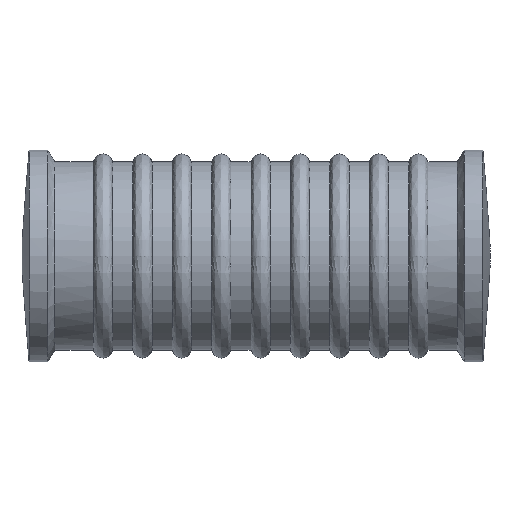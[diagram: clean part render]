
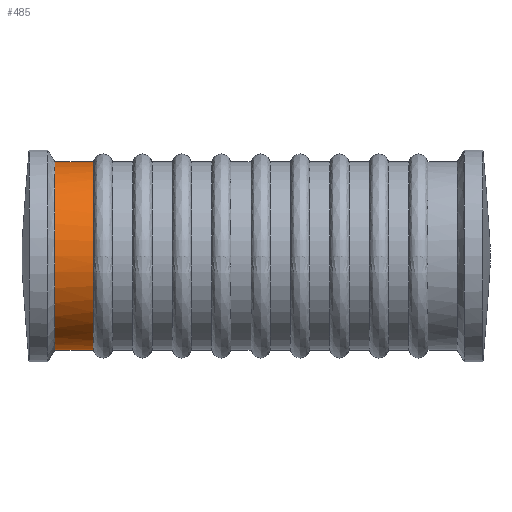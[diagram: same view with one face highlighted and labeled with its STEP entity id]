
A CAD part, top view. The second image highlights one B-rep face of the part: STEP entity #485.
In plain terms, the highlighted cylindrical face has radius 5.368 mm (diameter 10.736 mm), a full revolution.
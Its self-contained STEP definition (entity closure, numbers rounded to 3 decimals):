
#13=DIRECTION('',(1.,0.,0.));
#27=DIRECTION('',(1.,0.,0.));
#420=VECTOR('',#27,1.);
#467=VERTEX_POINT('',#468);
#468=CARTESIAN_POINT('',(1.232,0.,11.503));
#473=EDGE_CURVE('',#467,#467,#474,.T.);
#474=CIRCLE('',#475,5.368);
#475=AXIS2_PLACEMENT_3D('',#476,#13,#477);
#476=CARTESIAN_POINT('',(1.232,0.,6.135));
#477=DIRECTION('',(0.,0.,1.));
#485=ADVANCED_FACE('',(#486),#600,.T.);
#486=FACE_BOUND('',#487,.T.);
#487=EDGE_LOOP('',(#488,#494,#495,#496));
#488=ORIENTED_EDGE('',*,*,#489,.F.);
#489=EDGE_CURVE('',#467,#490,#492,.T.);
#490=VERTEX_POINT('',#491);
#491=CARTESIAN_POINT('',(3.432,0.,11.503));
#492=LINE('',#493,#420);
#493=CARTESIAN_POINT('',(1.232,0.,11.503));
#494=ORIENTED_EDGE('',*,*,#473,.T.);
#495=ORIENTED_EDGE('',*,*,#489,.T.);
#496=ORIENTED_EDGE('',*,*,#497,.T.);
#497=EDGE_CURVE('',#490,#490,#498,.T.);
#498=B_SPLINE_CURVE_WITH_KNOTS('',4,(#499,#500,#501,#502,#503,#504,#505,#506,#507,#508,#509,#510,#511,#512,#513,#514,#515,#516,#517,#518,#519,#520,#521,#522,#523,#524,#525,#526,#527,#528,#529,#530,#531,#532,#533,#534,#535,#536,#537,#538,#539,#540,#541,#542,#543,#544,#545,#546,#547,#548,#549,#550,#551,#552,#553,#554,#555,#556,#557,#558,#559,#560,#561,#562,#563,#564,#565,#566,#567,#568,#569,#570,#571,#572,#573,#574,#575,#576,#577,#578,#579,#580,#581,#582,#583,#584,#585,#586,#587,#588,#589,#590,#591,#592,#593,#594,#595,#596,#597,#598,#599),.UNSPECIFIED.,.T.,.F.,(5,3,3,3,3,3,3,3,3,3,3,3,3,3,3,3,3,3,3,3,3,3,3,3,3,3,3,3,3,3,3,3,3,5),(0.,0.03,0.06,0.09,0.12,0.15,0.18,0.21,0.24,0.27,0.3,0.33,0.36,0.39,0.42,0.45,0.48,0.51,0.54,0.57,0.6,0.63,0.66,0.69,0.72,0.75,0.78,0.81,0.84,0.87,0.9,0.93,0.96,1.),.UNSPECIFIED.);
#499=CARTESIAN_POINT('',(3.432,0.,11.503));
#500=CARTESIAN_POINT('',(3.432,0.253,11.503));
#501=CARTESIAN_POINT('',(3.432,0.506,11.487));
#502=CARTESIAN_POINT('',(3.432,0.757,11.456));
#503=CARTESIAN_POINT('',(3.432,1.254,11.361));
#504=CARTESIAN_POINT('',(3.432,1.5,11.298));
#505=CARTESIAN_POINT('',(3.432,1.741,11.219));
#506=CARTESIAN_POINT('',(3.432,2.211,11.033));
#507=CARTESIAN_POINT('',(3.432,2.441,10.925));
#508=CARTESIAN_POINT('',(3.432,2.663,10.803));
#509=CARTESIAN_POINT('',(3.432,3.09,10.532));
#510=CARTESIAN_POINT('',(3.432,3.295,10.383));
#511=CARTESIAN_POINT('',(3.432,3.49,10.221));
#512=CARTESIAN_POINT('',(3.432,3.859,9.875));
#513=CARTESIAN_POINT('',(3.432,4.033,9.69));
#514=CARTESIAN_POINT('',(3.432,4.194,9.495));
#515=CARTESIAN_POINT('',(3.432,4.492,9.086));
#516=CARTESIAN_POINT('',(3.432,4.628,8.872));
#517=CARTESIAN_POINT('',(3.432,4.75,8.65));
#518=CARTESIAN_POINT('',(3.432,4.965,8.192));
#519=CARTESIAN_POINT('',(3.432,5.058,7.956));
#520=CARTESIAN_POINT('',(3.432,5.137,7.715));
#521=CARTESIAN_POINT('',(3.432,5.263,7.225));
#522=CARTESIAN_POINT('',(3.432,5.31,6.976));
#523=CARTESIAN_POINT('',(3.432,5.342,6.725));
#524=CARTESIAN_POINT('',(3.432,5.374,6.22));
#525=CARTESIAN_POINT('',(3.432,5.374,5.966));
#526=CARTESIAN_POINT('',(3.432,5.358,5.713));
#527=CARTESIAN_POINT('',(3.432,5.294,5.211));
#528=CARTESIAN_POINT('',(3.432,5.247,4.962));
#529=CARTESIAN_POINT('',(3.432,5.184,4.717));
#530=CARTESIAN_POINT('',(3.432,5.027,4.236));
#531=CARTESIAN_POINT('',(3.432,4.934,4.));
#532=CARTESIAN_POINT('',(3.432,4.826,3.771));
#533=CARTESIAN_POINT('',(3.432,4.582,3.327));
#534=CARTESIAN_POINT('',(3.432,4.447,3.113));
#535=CARTESIAN_POINT('',(3.432,4.298,2.908));
#536=CARTESIAN_POINT('',(3.432,3.975,2.518));
#537=CARTESIAN_POINT('',(3.432,3.802,2.333));
#538=CARTESIAN_POINT('',(3.432,3.617,2.16));
#539=CARTESIAN_POINT('',(3.432,3.227,1.837));
#540=CARTESIAN_POINT('',(3.432,3.022,1.688));
#541=CARTESIAN_POINT('',(3.432,2.808,1.553));
#542=CARTESIAN_POINT('',(3.432,2.364,1.309));
#543=CARTESIAN_POINT('',(3.432,2.135,1.201));
#544=CARTESIAN_POINT('',(3.432,1.899,1.108));
#545=CARTESIAN_POINT('',(3.432,1.418,0.951));
#546=CARTESIAN_POINT('',(3.432,1.173,0.888));
#547=CARTESIAN_POINT('',(3.432,0.924,0.841));
#548=CARTESIAN_POINT('',(3.432,0.422,0.777));
#549=CARTESIAN_POINT('',(3.432,0.169,0.761));
#550=CARTESIAN_POINT('',(3.432,-0.085,0.761));
#551=CARTESIAN_POINT('',(3.432,-0.59,0.793));
#552=CARTESIAN_POINT('',(3.432,-0.841,0.825));
#553=CARTESIAN_POINT('',(3.432,-1.09,0.872));
#554=CARTESIAN_POINT('',(3.432,-1.58,0.998));
#555=CARTESIAN_POINT('',(3.432,-1.821,1.077));
#556=CARTESIAN_POINT('',(3.432,-2.057,1.17));
#557=CARTESIAN_POINT('',(3.432,-2.515,1.385));
#558=CARTESIAN_POINT('',(3.432,-2.737,1.507));
#559=CARTESIAN_POINT('',(3.432,-2.951,1.643));
#560=CARTESIAN_POINT('',(3.432,-3.36,1.941));
#561=CARTESIAN_POINT('',(3.432,-3.555,2.102));
#562=CARTESIAN_POINT('',(3.432,-3.74,2.276));
#563=CARTESIAN_POINT('',(3.432,-4.086,2.645));
#564=CARTESIAN_POINT('',(3.432,-4.248,2.84));
#565=CARTESIAN_POINT('',(3.432,-4.397,3.045));
#566=CARTESIAN_POINT('',(3.432,-4.668,3.472));
#567=CARTESIAN_POINT('',(3.432,-4.79,3.694));
#568=CARTESIAN_POINT('',(3.432,-4.898,3.924));
#569=CARTESIAN_POINT('',(3.432,-5.084,4.394));
#570=CARTESIAN_POINT('',(3.432,-5.163,4.635));
#571=CARTESIAN_POINT('',(3.432,-5.226,4.881));
#572=CARTESIAN_POINT('',(3.432,-5.321,5.378));
#573=CARTESIAN_POINT('',(3.432,-5.352,5.629));
#574=CARTESIAN_POINT('',(3.432,-5.368,5.882));
#575=CARTESIAN_POINT('',(3.432,-5.368,6.388));
#576=CARTESIAN_POINT('',(3.432,-5.352,6.641));
#577=CARTESIAN_POINT('',(3.432,-5.321,6.892));
#578=CARTESIAN_POINT('',(3.432,-5.226,7.389));
#579=CARTESIAN_POINT('',(3.432,-5.163,7.635));
#580=CARTESIAN_POINT('',(3.432,-5.084,7.876));
#581=CARTESIAN_POINT('',(3.432,-4.898,8.346));
#582=CARTESIAN_POINT('',(3.432,-4.79,8.576));
#583=CARTESIAN_POINT('',(3.432,-4.668,8.798));
#584=CARTESIAN_POINT('',(3.432,-4.397,9.225));
#585=CARTESIAN_POINT('',(3.432,-4.248,9.43));
#586=CARTESIAN_POINT('',(3.432,-4.086,9.625));
#587=CARTESIAN_POINT('',(3.432,-3.74,9.994));
#588=CARTESIAN_POINT('',(3.432,-3.555,10.168));
#589=CARTESIAN_POINT('',(3.432,-3.36,10.329));
#590=CARTESIAN_POINT('',(3.432,-2.951,10.627));
#591=CARTESIAN_POINT('',(3.432,-2.737,10.763));
#592=CARTESIAN_POINT('',(3.432,-2.515,10.885));
#593=CARTESIAN_POINT('',(3.432,-2.057,11.1));
#594=CARTESIAN_POINT('',(3.432,-1.821,11.193));
#595=CARTESIAN_POINT('',(3.432,-1.58,11.272));
#596=CARTESIAN_POINT('',(3.432,-1.008,11.418));
#597=CARTESIAN_POINT('',(3.432,-0.675,11.475));
#598=CARTESIAN_POINT('',(3.432,-0.337,11.503));
#599=CARTESIAN_POINT('',(3.432,0.,11.503));
#600=CYLINDRICAL_SURFACE('',#601,5.368);
#601=AXIS2_PLACEMENT_3D('',#602,#27,#603);
#602=CARTESIAN_POINT('',(1.232,0.,6.135));
#603=DIRECTION('',(0.,0.,1.));
